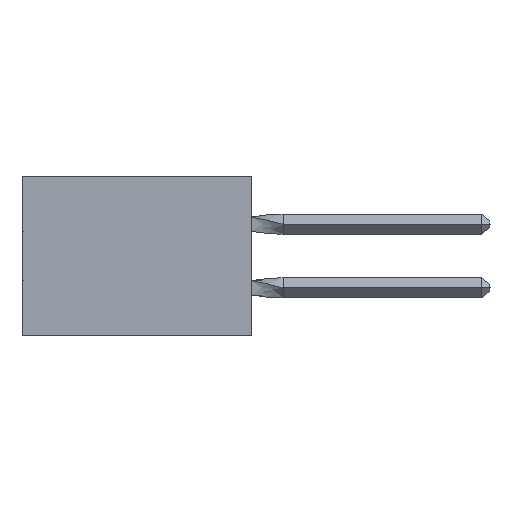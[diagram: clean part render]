
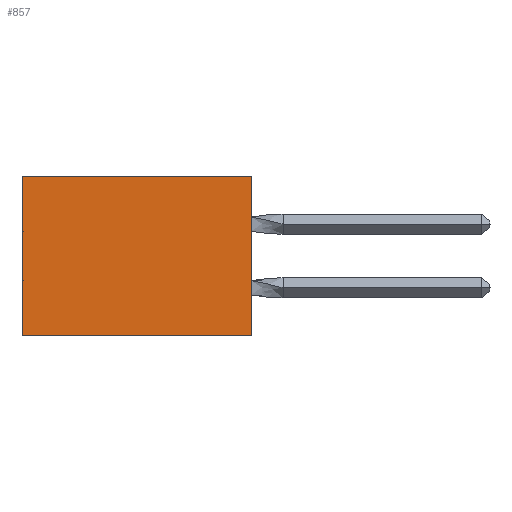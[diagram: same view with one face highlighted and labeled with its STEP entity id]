
A CAD part, left-side view. The second image highlights one B-rep face of the part: STEP entity #857.
In plain terms, the highlighted planar face has unit normal (-1, 0, 0).
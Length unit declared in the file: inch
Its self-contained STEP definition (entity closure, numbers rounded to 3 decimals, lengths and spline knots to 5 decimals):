
#857 = ADVANCED_FACE ( 'NONE', ( #45330 ), #3276, .F. ) ;
#3276 = PLANE ( 'NONE',  #35109 ) ;
#3744 = LINE ( 'NONE', #36148, #8049 ) ;
#7971 = EDGE_CURVE ( 'NONE', #20600, #15812, #40972, .T. ) ;
#8049 = VECTOR ( 'NONE', #44326, 39.37008 ) ;
#9463 = CARTESIAN_POINT ( 'NONE',  ( 0.305, 0., 0. ) ) ;
#10981 = VECTOR ( 'NONE', #23312, 39.37008 ) ;
#11095 = CARTESIAN_POINT ( 'NONE',  ( 0.305, 0., 0. ) ) ;
#11262 = EDGE_CURVE ( 'NONE', #38250, #15812, #46303, .T. ) ;
#11626 = ORIENTED_EDGE ( 'NONE', *, *, #50783, .T. ) ;
#13136 = CARTESIAN_POINT ( 'NONE',  ( 0.305, 0.72, -0.5 ) ) ;
#15525 = DIRECTION ( 'NONE',  ( 0., 1., 0. ) ) ;
#15812 = VERTEX_POINT ( 'NONE', #13136 ) ;
#17521 = LINE ( 'NONE', #11095, #42996 ) ;
#17559 = DIRECTION ( 'NONE',  ( 0., 1., 0. ) ) ;
#20600 = VERTEX_POINT ( 'NONE', #31325 ) ;
#21579 = CARTESIAN_POINT ( 'NONE',  ( 0.305, 0., -0.5 ) ) ;
#22780 = CARTESIAN_POINT ( 'NONE',  ( 0.305, 0., -0.5 ) ) ;
#23036 = EDGE_CURVE ( 'NONE', #33980, #20600, #3744, .T. ) ;
#23312 = DIRECTION ( 'NONE',  ( 0., 0., -1. ) ) ;
#26403 = DIRECTION ( 'NONE',  ( 0., 0., -1. ) ) ;
#29149 = ORIENTED_EDGE ( 'NONE', *, *, #7971, .F. ) ;
#29558 = ORIENTED_EDGE ( 'NONE', *, *, #11262, .T. ) ;
#31325 = CARTESIAN_POINT ( 'NONE',  ( 0.305, 0., -0.5 ) ) ;
#33980 = VERTEX_POINT ( 'NONE', #9463 ) ;
#34211 = DIRECTION ( 'NONE',  ( 1., 0., 0. ) ) ;
#35109 = AXIS2_PLACEMENT_3D ( 'NONE', #22780, #34211, #26403 ) ;
#36148 = CARTESIAN_POINT ( 'NONE',  ( 0.305, 0., -0.5 ) ) ;
#37648 = ORIENTED_EDGE ( 'NONE', *, *, #23036, .F. ) ;
#38250 = VERTEX_POINT ( 'NONE', #43010 ) ;
#39771 = CARTESIAN_POINT ( 'NONE',  ( 0.305, 0.72, -0.5 ) ) ;
#40016 = EDGE_LOOP ( 'NONE', ( #29558, #29149, #37648, #11626 ) ) ;
#40972 = LINE ( 'NONE', #21579, #47736 ) ;
#42996 = VECTOR ( 'NONE', #15525, 39.37008 ) ;
#43010 = CARTESIAN_POINT ( 'NONE',  ( 0.305, 0.72, 0. ) ) ;
#44326 = DIRECTION ( 'NONE',  ( 0., 0., -1. ) ) ;
#45330 = FACE_OUTER_BOUND ( 'NONE', #40016, .T. ) ;
#46303 = LINE ( 'NONE', #39771, #10981 ) ;
#47736 = VECTOR ( 'NONE', #17559, 39.37008 ) ;
#50783 = EDGE_CURVE ( 'NONE', #33980, #38250, #17521, .T. ) ;
